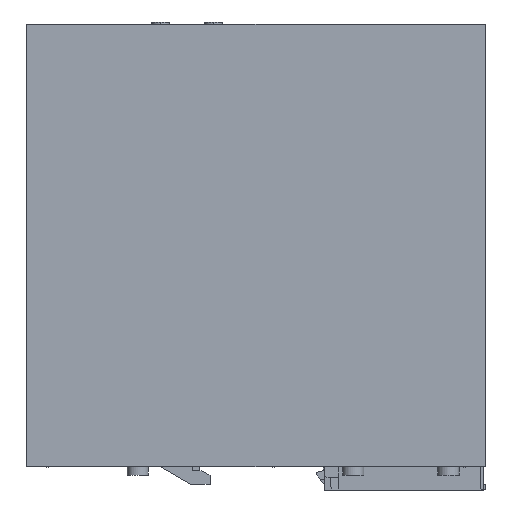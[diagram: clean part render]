
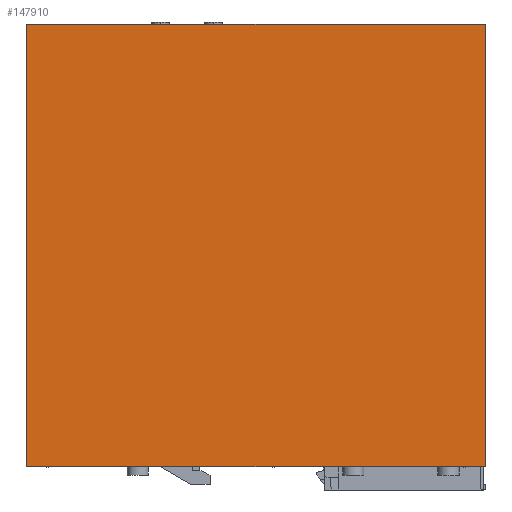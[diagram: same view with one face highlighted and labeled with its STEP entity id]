
A CAD part, left-side view. The second image highlights one B-rep face of the part: STEP entity #147910.
In plain terms, the highlighted face is planar.
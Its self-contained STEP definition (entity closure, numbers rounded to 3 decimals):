
#3210=CARTESIAN_POINT('',(57.048,-56.704,
172.378));
#3220=VERTEX_POINT('',#3210);
#3250=CARTESIAN_POINT('',(57.048,-14.2,172.378));
#3260=DIRECTION('',(0.,-1.,0.));
#3270=VECTOR('',#3260,1.);
#3280=LINE('',#3250,#3270);
#3290=CARTESIAN_POINT('',(57.048,68.546,
172.378));
#3300=VERTEX_POINT('',#3290);
#3310=EDGE_CURVE('',#3300,#3220,#3280,.T.);
#147610=CARTESIAN_POINT('',(56.348,-55.904,
172.378));
#147620=DIRECTION('',(0.,-0.,1.));
#147630=DIRECTION('',(0.,1.,0.));
#147640=AXIS2_PLACEMENT_3D('',#147610,#147620,#147630);
#147650=PLANE('',#147640);
#147660=CARTESIAN_POINT('',(57.048,-56.704,
172.378));
#147670=DIRECTION('',(-1.,0.,0.));
#147680=VECTOR('',#147670,1.);
#147690=LINE('',#147660,#147680);
#147700=CARTESIAN_POINT('',(-72.952,-56.704,
172.378));
#147710=VERTEX_POINT('',#147700);
#147720=EDGE_CURVE('',#3220,#147710,#147690,.T.);
#147730=ORIENTED_EDGE('',*,*,#147720,.F.);
#147740=CARTESIAN_POINT('',(-72.952,-15.,172.378));
#147750=DIRECTION('',(0.,1.,0.));
#147760=VECTOR('',#147750,1.);
#147770=LINE('',#147740,#147760);
#147780=CARTESIAN_POINT('',(-72.952,68.546,
172.378));
#147790=VERTEX_POINT('',#147780);
#147800=EDGE_CURVE('',#147710,#147790,#147770,.T.);
#147810=ORIENTED_EDGE('',*,*,#147800,.F.);
#147820=CARTESIAN_POINT('',(0.,68.546,172.378));
#147830=DIRECTION('',(1.,0.,0.));
#147840=VECTOR('',#147830,1.);
#147850=LINE('',#147820,#147840);
#147860=EDGE_CURVE('',#147790,#3300,#147850,.T.);
#147870=ORIENTED_EDGE('',*,*,#147860,.F.);
#147880=ORIENTED_EDGE('',*,*,#3310,.F.);
#147890=EDGE_LOOP('',(#147880,#147870,#147810,#147730));
#147900=FACE_OUTER_BOUND('',#147890,.T.);
#147910=ADVANCED_FACE('',(#147900),#147650,.T.);
